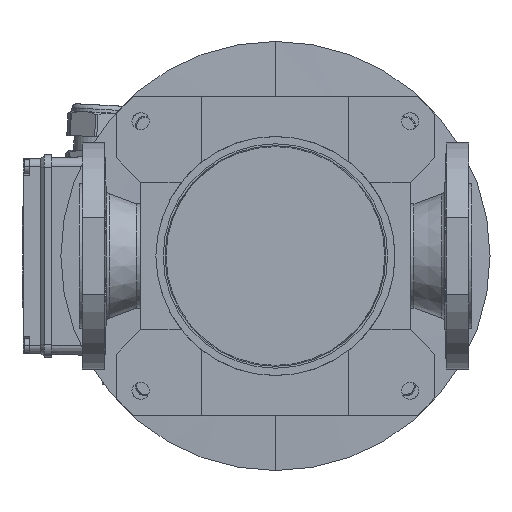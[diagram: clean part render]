
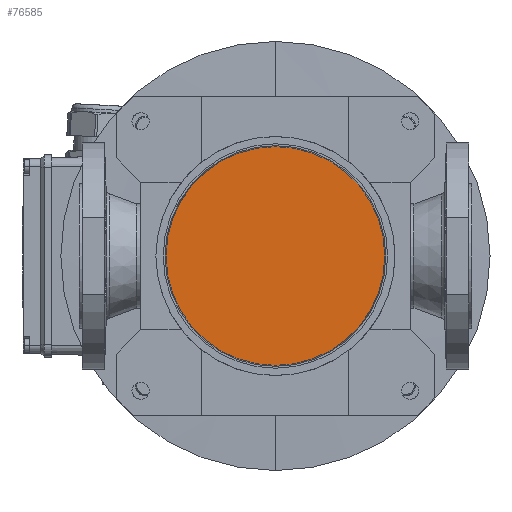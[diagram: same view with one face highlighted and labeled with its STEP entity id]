
A CAD part, front view. The second image highlights one B-rep face of the part: STEP entity #76585.
In plain terms, the highlighted planar face has unit normal (0, -1, 0).
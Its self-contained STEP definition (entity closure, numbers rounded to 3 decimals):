
#1014 = CARTESIAN_POINT ( 'NONE',  ( 0., -46., -89.214 ) ) ;
#1359 = CARTESIAN_POINT ( 'NONE',  ( 0., -46., 0. ) ) ;
#6230 = DIRECTION ( 'NONE',  ( 0., 1., 0. ) ) ;
#11950 = EDGE_CURVE ( 'NONE', #69597, #54391, #65364, .T. ) ;
#12547 = DIRECTION ( 'NONE',  ( 0., 0., 1. ) ) ;
#31444 = CARTESIAN_POINT ( 'NONE',  ( 0., -46., 0. ) ) ;
#52563 = PLANE ( 'NONE',  #87965 ) ;
#54391 = VERTEX_POINT ( 'NONE', #98090 ) ;
#65364 = CIRCLE ( 'NONE', #71811, 89.214 ) ;
#69597 = VERTEX_POINT ( 'NONE', #1014 ) ;
#70375 = EDGE_LOOP ( 'NONE', ( #71488, #75911 ) ) ;
#71488 = ORIENTED_EDGE ( 'NONE', *, *, #11950, .F. ) ;
#71811 = AXIS2_PLACEMENT_3D ( 'NONE', #86473, #6230, #12547 ) ;
#75911 = ORIENTED_EDGE ( 'NONE', *, *, #101119, .F. ) ;
#76585 = ADVANCED_FACE ( 'NONE', ( #115181 ), #52563, .T. ) ;
#79520 = DIRECTION ( 'NONE',  ( 0., 0., 1. ) ) ;
#86473 = CARTESIAN_POINT ( 'NONE',  ( 0., -46., 0. ) ) ;
#87965 = AXIS2_PLACEMENT_3D ( 'NONE', #1359, #105727, #95636 ) ;
#95636 = DIRECTION ( 'NONE',  ( 0., 0., -1. ) ) ;
#98090 = CARTESIAN_POINT ( 'NONE',  ( 0., -46., 89.214 ) ) ;
#101119 = EDGE_CURVE ( 'NONE', #54391, #69597, #103450, .T. ) ;
#103450 = CIRCLE ( 'NONE', #129327, 89.214 ) ;
#105727 = DIRECTION ( 'NONE',  ( 0., -1., 0. ) ) ;
#115181 = FACE_OUTER_BOUND ( 'NONE', #70375, .T. ) ;
#129327 = AXIS2_PLACEMENT_3D ( 'NONE', #31444, #130719, #79520 ) ;
#130719 = DIRECTION ( 'NONE',  ( 0., 1., 0. ) ) ;
